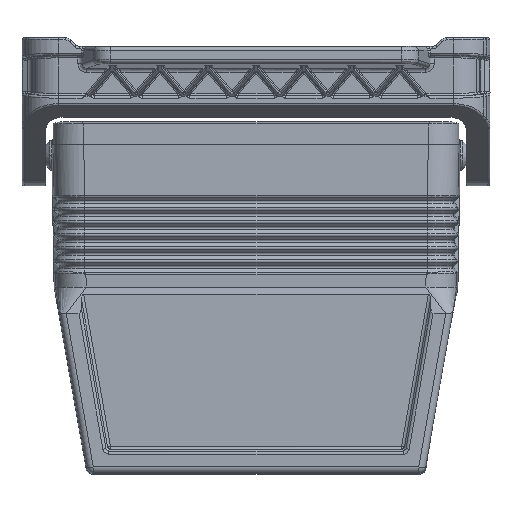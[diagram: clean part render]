
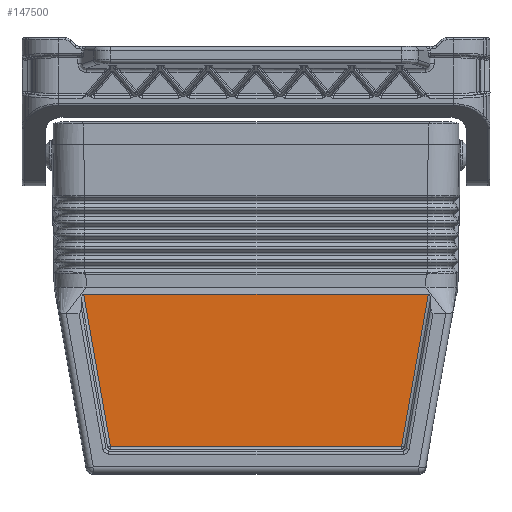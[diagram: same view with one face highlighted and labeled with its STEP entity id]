
A CAD part, front view. The second image highlights one B-rep face of the part: STEP entity #147500.
In plain terms, the highlighted face is planar.
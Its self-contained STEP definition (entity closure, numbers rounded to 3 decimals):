
#69010=CARTESIAN_POINT('',(417.083,-16.265,
69.818));
#69020=VERTEX_POINT('',#69010);
#140960=CARTESIAN_POINT('',(417.083,-22.423,
34.87));
#140970=VERTEX_POINT('',#140960);
#141000=CARTESIAN_POINT('',(417.083,44.373,
34.87));
#141010=DIRECTION('',(0.,1.,0.));
#141020=VECTOR('',#141010,1.);
#141030=LINE('',#141000,#141020);
#141040=CARTESIAN_POINT('',(417.083,56.735,
34.87));
#141050=VERTEX_POINT('',#141040);
#141060=EDGE_CURVE('',#140970,#141050,#141030,.T.);
#147220=CARTESIAN_POINT('',(417.083,-12.317,
48.893));
#147230=DIRECTION('',(1.,0.,0.));
#147240=DIRECTION('',(0.,1.,0.));
#147250=AXIS2_PLACEMENT_3D('',#147220,#147230,#147240);
#147260=PLANE('',#147250);
#147270=CARTESIAN_POINT('',(417.083,-26.411,
12.233));
#147280=DIRECTION('',(0.,0.174,
0.985));
#147290=VECTOR('',#147280,1.);
#147300=LINE('',#147270,#147290);
#147310=EDGE_CURVE('',#140970,#69020,#147300,.T.);
#147320=ORIENTED_EDGE('',*,*,#147310,.F.);
#147330=CARTESIAN_POINT('',(417.083,44.373,
69.818));
#147340=DIRECTION('',(0.,1.,0.));
#147350=VECTOR('',#147340,1.);
#147360=LINE('',#147330,#147350);
#147370=CARTESIAN_POINT('',(417.083,50.578,
69.818));
#147380=VERTEX_POINT('',#147370);
#147390=EDGE_CURVE('',#69020,#147380,#147360,.T.);
#147400=ORIENTED_EDGE('',*,*,#147390,.F.);
#147410=CARTESIAN_POINT('',(417.083,60.723,
12.233));
#147420=DIRECTION('',(0.,-0.174,
0.985));
#147430=VECTOR('',#147420,1.);
#147440=LINE('',#147410,#147430);
#147450=EDGE_CURVE('',#141050,#147380,#147440,.T.);
#147460=ORIENTED_EDGE('',*,*,#147450,.T.);
#147470=ORIENTED_EDGE('',*,*,#141060,.T.);
#147480=EDGE_LOOP('',(#147470,#147460,#147400,#147320));
#147490=FACE_OUTER_BOUND('',#147480,.T.);
#147500=ADVANCED_FACE('',(#147490),#147260,.T.);
